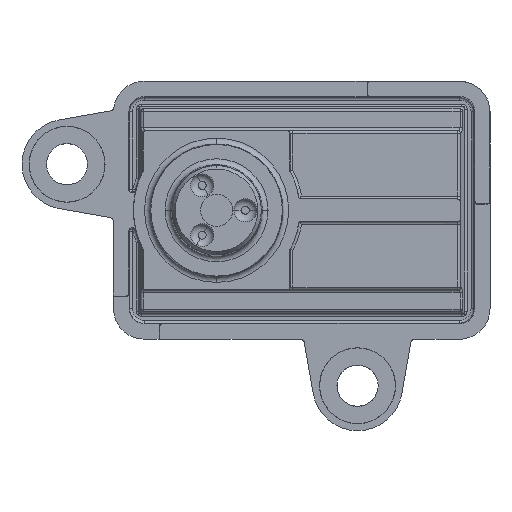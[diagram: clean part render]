
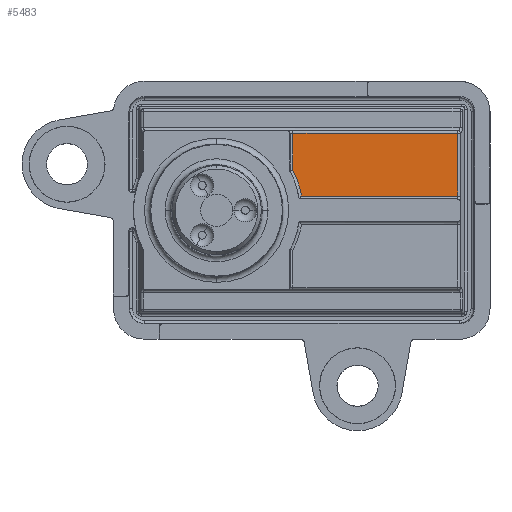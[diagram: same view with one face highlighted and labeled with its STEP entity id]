
A CAD part, front view. The second image highlights one B-rep face of the part: STEP entity #5483.
In plain terms, the highlighted planar face has unit normal (0, -1, 0).
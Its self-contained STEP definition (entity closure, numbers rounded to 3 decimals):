
#256 = VERTEX_POINT ( 'NONE', #9008 ) ;
#2674 = DIRECTION ( 'NONE',  ( 0., 0., -1. ) ) ;
#2785 = EDGE_CURVE ( 'NONE', #256, #15222, #15216, .T. ) ;
#3823 = EDGE_CURVE ( 'NONE', #11841, #16486, #22563, .T. ) ;
#5483 = ADVANCED_FACE ( 'NONE', ( #25539 ), #25666, .T. ) ;
#5710 = DIRECTION ( 'NONE',  ( 0., 1., 0. ) ) ;
#6271 = CARTESIAN_POINT ( 'NONE',  ( 13.545, 0.625, 6.921 ) ) ;
#6523 = DIRECTION ( 'NONE',  ( -1., 0., 0. ) ) ;
#7297 = DIRECTION ( 'NONE',  ( 0., -1., 0. ) ) ;
#8471 = ORIENTED_EDGE ( 'NONE', *, *, #20140, .T. ) ;
#8649 = AXIS2_PLACEMENT_3D ( 'NONE', #22268, #5710, #13861 ) ;
#9008 = CARTESIAN_POINT ( 'NONE',  ( -0.764, 0.625, 3.465 ) ) ;
#9454 = AXIS2_PLACEMENT_3D ( 'NONE', #15620, #7297, #21768 ) ;
#10751 = EDGE_CURVE ( 'NONE', #15222, #15361, #13102, .T. ) ;
#11028 = LINE ( 'NONE', #6271, #25810 ) ;
#11303 = EDGE_LOOP ( 'NONE', ( #17752, #25623, #21135, #8471, #22398 ) ) ;
#11499 = CARTESIAN_POINT ( 'NONE',  ( -0.764, 0.625, 6.675 ) ) ;
#11841 = VERTEX_POINT ( 'NONE', #12531 ) ;
#12531 = CARTESIAN_POINT ( 'NONE',  ( 13.545, 0.625, 6.675 ) ) ;
#13102 = LINE ( 'NONE', #17175, #21506 ) ;
#13861 = DIRECTION ( 'NONE',  ( 0., 0., -1. ) ) ;
#15216 = CIRCLE ( 'NONE', #8649, 7.486 ) ;
#15222 = VERTEX_POINT ( 'NONE', #18579 ) ;
#15361 = VERTEX_POINT ( 'NONE', #21572 ) ;
#15620 = CARTESIAN_POINT ( 'NONE',  ( 0., 0.625, 0. ) ) ;
#16486 = VERTEX_POINT ( 'NONE', #11499 ) ;
#16864 = DIRECTION ( 'NONE',  ( 0., 0., 1. ) ) ;
#17155 = CARTESIAN_POINT ( 'NONE',  ( -0.764, 0.625, 3.404 ) ) ;
#17175 = CARTESIAN_POINT ( 'NONE',  ( 13.791, 0.625, 1.236 ) ) ;
#17298 = LINE ( 'NONE', #17155, #26216 ) ;
#17752 = ORIENTED_EDGE ( 'NONE', *, *, #10751, .T. ) ;
#18579 = CARTESIAN_POINT ( 'NONE',  ( -0.016, 0.625, 1.236 ) ) ;
#20140 = EDGE_CURVE ( 'NONE', #16486, #256, #17298, .T. ) ;
#20919 = CARTESIAN_POINT ( 'NONE',  ( -1.009, 0.625, 6.675 ) ) ;
#21135 = ORIENTED_EDGE ( 'NONE', *, *, #3823, .T. ) ;
#21506 = VECTOR ( 'NONE', #25297, 1000. ) ;
#21572 = CARTESIAN_POINT ( 'NONE',  ( 13.545, 0.625, 1.236 ) ) ;
#21768 = DIRECTION ( 'NONE',  ( 0., 0., -1. ) ) ;
#21901 = VECTOR ( 'NONE', #6523, 1000. ) ;
#22268 = CARTESIAN_POINT ( 'NONE',  ( -7.4, 0.625, 0. ) ) ;
#22398 = ORIENTED_EDGE ( 'NONE', *, *, #2785, .T. ) ;
#22563 = LINE ( 'NONE', #20919, #21901 ) ;
#24360 = EDGE_CURVE ( 'NONE', #15361, #11841, #11028, .T. ) ;
#25297 = DIRECTION ( 'NONE',  ( 1., 0., 0. ) ) ;
#25539 = FACE_OUTER_BOUND ( 'NONE', #11303, .T. ) ;
#25623 = ORIENTED_EDGE ( 'NONE', *, *, #24360, .T. ) ;
#25666 = PLANE ( 'NONE',  #9454 ) ;
#25810 = VECTOR ( 'NONE', #16864, 1000. ) ;
#26216 = VECTOR ( 'NONE', #2674, 1000. ) ;
